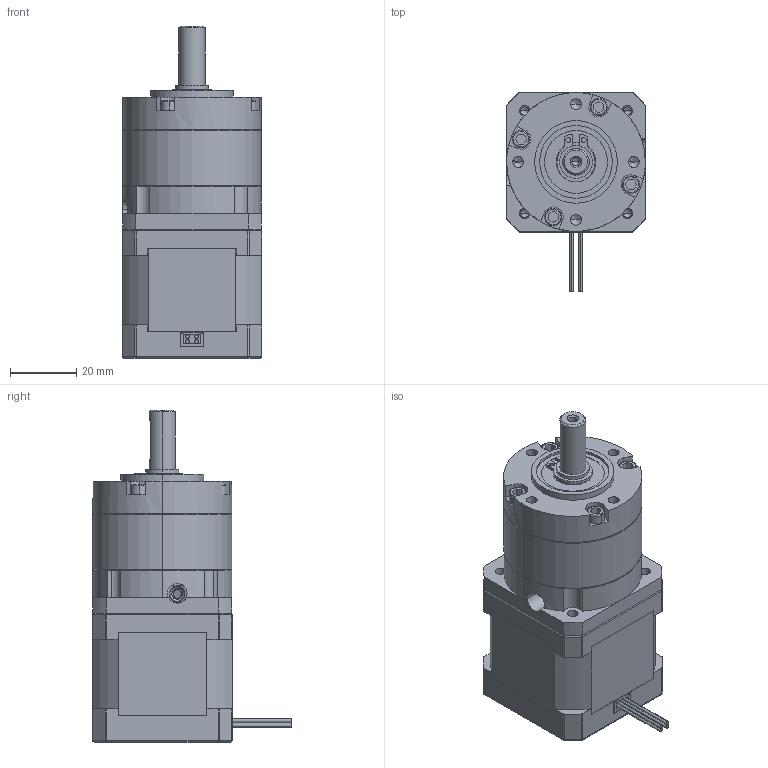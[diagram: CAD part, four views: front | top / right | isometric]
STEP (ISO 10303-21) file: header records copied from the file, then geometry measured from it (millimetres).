
FILE_DESCRIPTION (( 'STEP AP203' ), '1' );
FILE_NAME ('17HS15-1584S-MG10.STEP', '2023-01-11T02:33:50', ( '' ), ( '' ), 'SwSTEP 2.0', 'SolidWorks 2016', '' );
FILE_SCHEMA (( 'CONFIG_CONTROL_DESIGN' ));
Length unit declared in the file: millimetre
Products named in the file (9): 17HS15-1584S-MG10; 17HS15-1584S; 42GN Input flange; MG17-G10; MG17 output; 6801; Input shaft; M3 hexagon socket screw head; Φ10Circlip
Assembly tree (15 placements, depth 3):
  17HS15-1584S-MG10
    17HS15-1584S
    MG17-G10
      MG17 output
      42GN Input flange
      6801
      Input shaft
      Φ10Circlip
      M3 hexagon socket screw head  x8
Bounding box: 42.32 x 60.31 x 100.5 mm (x, y, z)
Volume: 123096 mm3; surface area: 29788.4 mm2
Topology: 14 solids, 14 shells, 600 faces, 1449 edges, 910 vertices
Faces by surface type: plane 272, cylinder 235, cone 34, torus 26, bspline 17, sphere 16
Entity records: 16592 total; most frequent: CARTESIAN_POINT 3053, DIRECTION 2784, ORIENTED_EDGE 2454, EDGE_CURVE 1227, AXIS2_PLACEMENT_3D 1065, VERTEX_POINT 784, LINE 654, VECTOR 654
